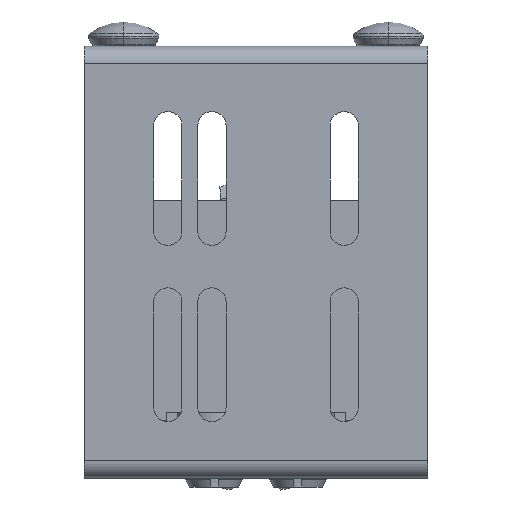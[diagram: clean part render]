
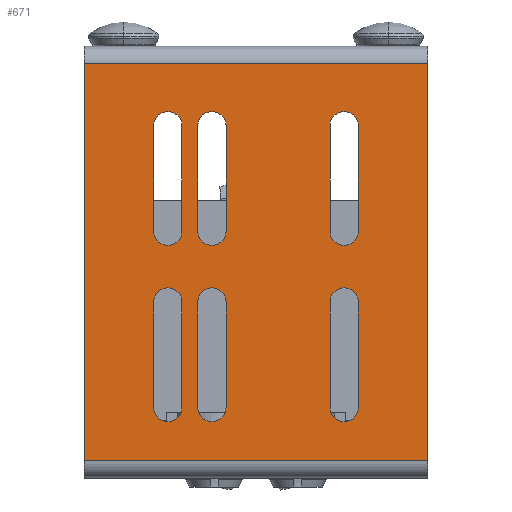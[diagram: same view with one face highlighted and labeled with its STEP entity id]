
A CAD part, left-side view. The second image highlights one B-rep face of the part: STEP entity #671.
In plain terms, the highlighted planar face has unit normal (-1, 0, 0).
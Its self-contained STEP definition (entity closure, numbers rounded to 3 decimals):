
#671=ADVANCED_FACE('',(#1854,#1855,#1856,#1857,#1858,#1859,#1860),#1861,.T.);
#1854=FACE_BOUND('',#3624,.T.);
#1855=FACE_BOUND('',#3625,.T.);
#1856=FACE_BOUND('',#3626,.T.);
#1857=FACE_BOUND('',#3627,.T.);
#1858=FACE_BOUND('',#3628,.T.);
#1859=FACE_BOUND('',#3629,.T.);
#1860=FACE_OUTER_BOUND('',#3630,.T.);
#1861=PLANE('',#3631);
#3624=EDGE_LOOP('',(#5636,#5637,#5638,#5639));
#3625=EDGE_LOOP('',(#5640,#5641,#5642,#5643));
#3626=EDGE_LOOP('',(#5644,#5645,#5646,#5647));
#3627=EDGE_LOOP('',(#5648,#5649,#5650,#5651));
#3628=EDGE_LOOP('',(#5652,#5653,#5654,#5655));
#3629=EDGE_LOOP('',(#5656,#5657,#5658,#5659));
#3630=EDGE_LOOP('',(#5660,#5661,#5662,#5663));
#3631=AXIS2_PLACEMENT_3D('',#5664,#5665,#5666);
#5636=ORIENTED_EDGE('',*,*,#10329,.T.);
#5637=ORIENTED_EDGE('',*,*,#10455,.T.);
#5638=ORIENTED_EDGE('',*,*,#10334,.T.);
#5639=ORIENTED_EDGE('',*,*,#10456,.T.);
#5640=ORIENTED_EDGE('',*,*,#10339,.T.);
#5641=ORIENTED_EDGE('',*,*,#10457,.T.);
#5642=ORIENTED_EDGE('',*,*,#10344,.T.);
#5643=ORIENTED_EDGE('',*,*,#10458,.T.);
#5644=ORIENTED_EDGE('',*,*,#10349,.T.);
#5645=ORIENTED_EDGE('',*,*,#10459,.T.);
#5646=ORIENTED_EDGE('',*,*,#10354,.T.);
#5647=ORIENTED_EDGE('',*,*,#10460,.T.);
#5648=ORIENTED_EDGE('',*,*,#10359,.T.);
#5649=ORIENTED_EDGE('',*,*,#10461,.T.);
#5650=ORIENTED_EDGE('',*,*,#10364,.T.);
#5651=ORIENTED_EDGE('',*,*,#10462,.T.);
#5652=ORIENTED_EDGE('',*,*,#10369,.T.);
#5653=ORIENTED_EDGE('',*,*,#10463,.T.);
#5654=ORIENTED_EDGE('',*,*,#10374,.T.);
#5655=ORIENTED_EDGE('',*,*,#10464,.T.);
#5656=ORIENTED_EDGE('',*,*,#10379,.T.);
#5657=ORIENTED_EDGE('',*,*,#10465,.T.);
#5658=ORIENTED_EDGE('',*,*,#10384,.T.);
#5659=ORIENTED_EDGE('',*,*,#10466,.T.);
#5660=ORIENTED_EDGE('',*,*,#10401,.T.);
#5661=ORIENTED_EDGE('',*,*,#10453,.F.);
#5662=ORIENTED_EDGE('',*,*,#10467,.F.);
#5663=ORIENTED_EDGE('',*,*,#10468,.T.);
#5664=CARTESIAN_POINT('',(0.0,39.0,49.));
#5665=DIRECTION('',(-1.0,0.0,0.0));
#5666=DIRECTION('',(0.0,0.0,-1.0));
#10329=EDGE_CURVE('',#12334,#12331,#12335,.T.);
#10334=EDGE_CURVE('',#12343,#12340,#12344,.T.);
#10339=EDGE_CURVE('',#12352,#12349,#12353,.T.);
#10344=EDGE_CURVE('',#12361,#12358,#12362,.T.);
#10349=EDGE_CURVE('',#12370,#12367,#12371,.T.);
#10354=EDGE_CURVE('',#12379,#12376,#12380,.T.);
#10359=EDGE_CURVE('',#12388,#12385,#12389,.T.);
#10364=EDGE_CURVE('',#12397,#12394,#12398,.T.);
#10369=EDGE_CURVE('',#12406,#12403,#12407,.T.);
#10374=EDGE_CURVE('',#12415,#12412,#12416,.T.);
#10379=EDGE_CURVE('',#12424,#12421,#12425,.T.);
#10384=EDGE_CURVE('',#12433,#12430,#12434,.T.);
#10401=EDGE_CURVE('',#12464,#12462,#12465,.T.);
#10453=EDGE_CURVE('',#12539,#12462,#12541,.T.);
#10455=EDGE_CURVE('',#12331,#12343,#12543,.T.);
#10456=EDGE_CURVE('',#12340,#12334,#12544,.T.);
#10457=EDGE_CURVE('',#12349,#12361,#12545,.T.);
#10458=EDGE_CURVE('',#12358,#12352,#12546,.T.);
#10459=EDGE_CURVE('',#12367,#12379,#12547,.T.);
#10460=EDGE_CURVE('',#12376,#12370,#12548,.T.);
#10461=EDGE_CURVE('',#12385,#12397,#12549,.T.);
#10462=EDGE_CURVE('',#12394,#12388,#12550,.T.);
#10463=EDGE_CURVE('',#12403,#12415,#12551,.T.);
#10464=EDGE_CURVE('',#12412,#12406,#12552,.T.);
#10465=EDGE_CURVE('',#12421,#12433,#12553,.T.);
#10466=EDGE_CURVE('',#12430,#12424,#12554,.T.);
#10467=EDGE_CURVE('',#12555,#12539,#12556,.T.);
#10468=EDGE_CURVE('',#12555,#12464,#12557,.T.);
#12331=VERTEX_POINT('',#15198);
#12334=VERTEX_POINT('',#15202);
#12335=CIRCLE('',#15203,3.2);
#12340=VERTEX_POINT('',#15209);
#12343=VERTEX_POINT('',#15213);
#12344=CIRCLE('',#15214,3.2);
#12349=VERTEX_POINT('',#15220);
#12352=VERTEX_POINT('',#15224);
#12353=CIRCLE('',#15225,3.2);
#12358=VERTEX_POINT('',#15231);
#12361=VERTEX_POINT('',#15235);
#12362=CIRCLE('',#15236,3.2);
#12367=VERTEX_POINT('',#15242);
#12370=VERTEX_POINT('',#15246);
#12371=CIRCLE('',#15247,3.2);
#12376=VERTEX_POINT('',#15253);
#12379=VERTEX_POINT('',#15257);
#12380=CIRCLE('',#15258,3.2);
#12385=VERTEX_POINT('',#15264);
#12388=VERTEX_POINT('',#15268);
#12389=CIRCLE('',#15269,3.2);
#12394=VERTEX_POINT('',#15275);
#12397=VERTEX_POINT('',#15279);
#12398=CIRCLE('',#15280,3.2);
#12403=VERTEX_POINT('',#15286);
#12406=VERTEX_POINT('',#15290);
#12407=CIRCLE('',#15291,3.2);
#12412=VERTEX_POINT('',#15297);
#12415=VERTEX_POINT('',#15301);
#12416=CIRCLE('',#15302,3.2);
#12421=VERTEX_POINT('',#15308);
#12424=VERTEX_POINT('',#15312);
#12425=CIRCLE('',#15313,3.2);
#12430=VERTEX_POINT('',#15319);
#12433=VERTEX_POINT('',#15323);
#12434=CIRCLE('',#15324,3.2);
#12462=VERTEX_POINT('',#15359);
#12464=VERTEX_POINT('',#15361);
#12465=LINE('',#15362,#15363);
#12539=VERTEX_POINT('',#15471);
#12541=LINE('',#15473,#15474);
#12543=LINE('',#15476,#15477);
#12544=LINE('',#15478,#15479);
#12545=LINE('',#15480,#15481);
#12546=LINE('',#15482,#15483);
#12547=LINE('',#15484,#15485);
#12548=LINE('',#15486,#15487);
#12549=LINE('',#15488,#15489);
#12550=LINE('',#15490,#15491);
#12551=LINE('',#15492,#15493);
#12552=LINE('',#15494,#15495);
#12553=LINE('',#15496,#15497);
#12554=LINE('',#15498,#15499);
#12555=VERTEX_POINT('',#15500);
#12556=LINE('',#15501,#15502);
#12557=LINE('',#15503,#15504);
#15198=CARTESIAN_POINT('',(0.0,16.8,40.));
#15202=CARTESIAN_POINT('',(0.0,23.2,40.));
#15203=AXIS2_PLACEMENT_3D('',#19541,#19542,#19543);
#15209=CARTESIAN_POINT('',(0.0,23.2,16.));
#15213=CARTESIAN_POINT('',(0.0,16.8,16.));
#15214=AXIS2_PLACEMENT_3D('',#19549,#19550,#19551);
#15220=CARTESIAN_POINT('',(0.0,16.8,80.));
#15224=CARTESIAN_POINT('',(0.0,23.2,80.));
#15225=AXIS2_PLACEMENT_3D('',#19557,#19558,#19559);
#15231=CARTESIAN_POINT('',(0.0,23.2,56.));
#15235=CARTESIAN_POINT('',(0.0,16.8,56.));
#15236=AXIS2_PLACEMENT_3D('',#19565,#19566,#19567);
#15242=CARTESIAN_POINT('',(0.0,-23.2,40.));
#15246=CARTESIAN_POINT('',(0.0,-16.8,40.));
#15247=AXIS2_PLACEMENT_3D('',#19573,#19574,#19575);
#15253=CARTESIAN_POINT('',(0.0,-16.8,16.));
#15257=CARTESIAN_POINT('',(0.0,-23.2,16.));
#15258=AXIS2_PLACEMENT_3D('',#19581,#19582,#19583);
#15264=CARTESIAN_POINT('',(0.0,-23.2,80.));
#15268=CARTESIAN_POINT('',(0.0,-16.8,80.));
#15269=AXIS2_PLACEMENT_3D('',#19589,#19590,#19591);
#15275=CARTESIAN_POINT('',(0.0,-16.8,56.));
#15279=CARTESIAN_POINT('',(0.0,-23.2,56.));
#15280=AXIS2_PLACEMENT_3D('',#19597,#19598,#19599);
#15286=CARTESIAN_POINT('',(0.0,6.8,40.));
#15290=CARTESIAN_POINT('',(0.0,13.2,40.));
#15291=AXIS2_PLACEMENT_3D('',#19605,#19606,#19607);
#15297=CARTESIAN_POINT('',(0.0,13.2,16.));
#15301=CARTESIAN_POINT('',(0.0,6.8,16.));
#15302=AXIS2_PLACEMENT_3D('',#19613,#19614,#19615);
#15308=CARTESIAN_POINT('',(0.0,6.8,80.));
#15312=CARTESIAN_POINT('',(0.0,13.2,80.));
#15313=AXIS2_PLACEMENT_3D('',#19621,#19622,#19623);
#15319=CARTESIAN_POINT('',(0.0,13.2,56.));
#15323=CARTESIAN_POINT('',(0.0,6.8,56.));
#15324=AXIS2_PLACEMENT_3D('',#19629,#19630,#19631);
#15359=CARTESIAN_POINT('',(0.0,-39.0,94.08));
#15361=CARTESIAN_POINT('',(0.,-39.0,3.92));
#15362=CARTESIAN_POINT('',(0.0,-39.0,3.92));
#15363=VECTOR('',#19657,1.0);
#15471=CARTESIAN_POINT('',(0.0,39.0,94.08));
#15473=CARTESIAN_POINT('',(0.0,39.0,94.08));
#15474=VECTOR('',#19722,1.0);
#15476=CARTESIAN_POINT('',(0.0,16.8,41.5));
#15477=VECTOR('',#19723,1.0);
#15478=CARTESIAN_POINT('',(0.0,23.2,38.5));
#15479=VECTOR('',#19724,1.0);
#15480=CARTESIAN_POINT('',(0.0,16.8,61.5));
#15481=VECTOR('',#19725,1.0);
#15482=CARTESIAN_POINT('',(0.0,23.2,58.5));
#15483=VECTOR('',#19726,1.0);
#15484=CARTESIAN_POINT('',(0.0,-23.2,41.5));
#15485=VECTOR('',#19727,1.0);
#15486=CARTESIAN_POINT('',(0.0,-16.8,38.5));
#15487=VECTOR('',#19728,1.0);
#15488=CARTESIAN_POINT('',(0.0,-23.2,61.5));
#15489=VECTOR('',#19729,1.0);
#15490=CARTESIAN_POINT('',(0.0,-16.8,58.5));
#15491=VECTOR('',#19730,1.0);
#15492=CARTESIAN_POINT('',(0.0,6.8,41.5));
#15493=VECTOR('',#19731,1.0);
#15494=CARTESIAN_POINT('',(0.0,13.2,38.5));
#15495=VECTOR('',#19732,1.0);
#15496=CARTESIAN_POINT('',(0.0,6.8,61.5));
#15497=VECTOR('',#19733,1.0);
#15498=CARTESIAN_POINT('',(0.0,13.2,58.5));
#15499=VECTOR('',#19734,1.0);
#15500=CARTESIAN_POINT('',(0.,39.0,3.92));
#15501=CARTESIAN_POINT('',(0.0,39.0,3.92));
#15502=VECTOR('',#19735,1.0);
#15503=CARTESIAN_POINT('',(0.,39.0,3.92));
#15504=VECTOR('',#19736,1.0);
#19541=CARTESIAN_POINT('',(0.0,20.0,40.));
#19542=DIRECTION('',(1.0,-0.0,0.0));
#19543=DIRECTION('',(0.0,1.,0.));
#19549=CARTESIAN_POINT('',(0.0,20.0,16.));
#19550=DIRECTION('',(1.0,0.0,-0.0));
#19551=DIRECTION('',(0.0,-1.,0.));
#19557=CARTESIAN_POINT('',(0.0,20.0,80.));
#19558=DIRECTION('',(1.0,-0.0,0.0));
#19559=DIRECTION('',(0.0,1.,0.));
#19565=CARTESIAN_POINT('',(0.0,20.0,56.));
#19566=DIRECTION('',(1.0,0.0,-0.0));
#19567=DIRECTION('',(0.0,-1.,0.));
#19573=CARTESIAN_POINT('',(0.0,-20.0,40.));
#19574=DIRECTION('',(1.0,-0.0,0.0));
#19575=DIRECTION('',(0.0,1.,0.));
#19581=CARTESIAN_POINT('',(0.0,-20.0,16.));
#19582=DIRECTION('',(1.0,0.0,-0.0));
#19583=DIRECTION('',(0.0,-1.,0.));
#19589=CARTESIAN_POINT('',(0.0,-20.0,80.));
#19590=DIRECTION('',(1.0,-0.0,0.0));
#19591=DIRECTION('',(0.0,1.,0.));
#19597=CARTESIAN_POINT('',(0.0,-20.0,56.));
#19598=DIRECTION('',(1.0,0.0,-0.0));
#19599=DIRECTION('',(0.0,-1.,0.));
#19605=CARTESIAN_POINT('',(0.0,10.0,40.));
#19606=DIRECTION('',(1.0,-0.0,0.0));
#19607=DIRECTION('',(0.0,1.,0.));
#19613=CARTESIAN_POINT('',(0.0,10.0,16.));
#19614=DIRECTION('',(1.0,0.0,-0.0));
#19615=DIRECTION('',(0.0,-1.,0.));
#19621=CARTESIAN_POINT('',(0.0,10.0,80.));
#19622=DIRECTION('',(1.0,-0.0,0.0));
#19623=DIRECTION('',(0.0,1.,0.));
#19629=CARTESIAN_POINT('',(0.0,10.0,56.));
#19630=DIRECTION('',(1.0,0.0,-0.0));
#19631=DIRECTION('',(0.0,-1.,0.));
#19657=DIRECTION('',(0.0,0.0,1.0));
#19722=DIRECTION('',(0.0,-1.0,0.0));
#19723=DIRECTION('',(-0.0,-0.0,-1.0));
#19724=DIRECTION('',(0.0,-0.0,1.0));
#19725=DIRECTION('',(-0.0,-0.0,-1.0));
#19726=DIRECTION('',(0.0,-0.0,1.0));
#19727=DIRECTION('',(-0.0,-0.0,-1.0));
#19728=DIRECTION('',(0.0,-0.0,1.0));
#19729=DIRECTION('',(-0.0,-0.0,-1.0));
#19730=DIRECTION('',(0.0,-0.0,1.0));
#19731=DIRECTION('',(-0.0,-0.0,-1.0));
#19732=DIRECTION('',(0.0,-0.0,1.0));
#19733=DIRECTION('',(-0.0,-0.0,-1.0));
#19734=DIRECTION('',(0.0,-0.0,1.0));
#19735=DIRECTION('',(0.0,0.0,1.0));
#19736=DIRECTION('',(0.0,-1.0,0.0));
